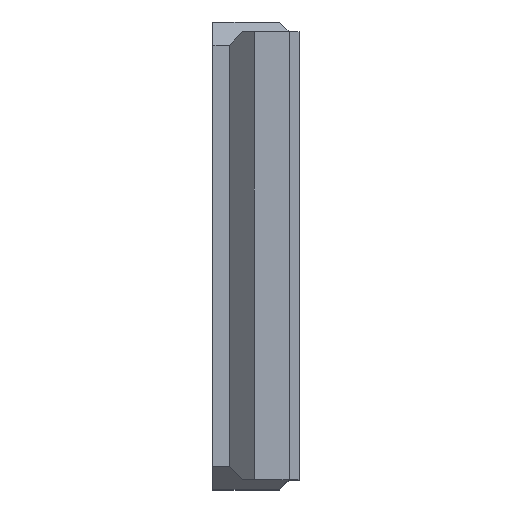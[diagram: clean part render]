
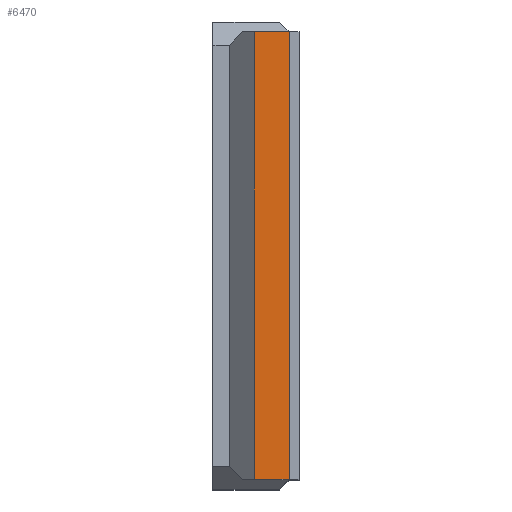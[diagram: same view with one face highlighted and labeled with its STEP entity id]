
A CAD part, top view. The second image highlights one B-rep face of the part: STEP entity #6470.
In plain terms, the highlighted free-form (B-spline) face has degree [1, 1] with [2, 2] control points.
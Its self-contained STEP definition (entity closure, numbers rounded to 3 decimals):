
#1663 = B_SPLINE_SURFACE_WITH_KNOTS('',1,1,(
    (#1664,#1665)
    ,(#1666,#1667
    )),.UNSPECIFIED.,.F.,.F.,.F.,(2,2),(2,2),(0.,1.),(0.,1.),
  .PIECEWISE_BEZIER_KNOTS.);
#1664 = CARTESIAN_POINT('',(-355.5,-245.5,189.));
#1665 = CARTESIAN_POINT('',(-363.,-245.5,181.5));
#1666 = CARTESIAN_POINT('',(-355.5,-110.5,189.));
#1667 = CARTESIAN_POINT('',(-363.,-110.5,181.5));
#1901 = B_SPLINE_SURFACE_WITH_KNOTS('',1,1,(
    (#1902,#1903)
    ,(#1904,#1905
    )),.UNSPECIFIED.,.F.,.F.,.F.,(2,2),(2,2),(0.,1.),(0.,1.),
  .PIECEWISE_BEZIER_KNOTS.);
#1902 = CARTESIAN_POINT('',(-342.,-110.5,189.));
#1903 = CARTESIAN_POINT('',(-359.,-110.5,189.));
#1904 = CARTESIAN_POINT('',(-342.,-110.5,50.5));
#1905 = CARTESIAN_POINT('',(-359.,-110.5,50.5));
#2762 = B_SPLINE_SURFACE_WITH_KNOTS('',1,1,(
    (#2763,#2764)
    ,(#2765,#2766
    )),.UNSPECIFIED.,.F.,.F.,.F.,(2,2),(2,2),(0.,1.),(0.,1.),
  .PIECEWISE_BEZIER_KNOTS.);
#2763 = CARTESIAN_POINT('',(-342.,-245.5,50.5));
#2764 = CARTESIAN_POINT('',(-359.,-245.5,50.5));
#2765 = CARTESIAN_POINT('',(-342.,-245.5,189.));
#2766 = CARTESIAN_POINT('',(-359.,-245.5,189.));
#3880 = VERTEX_POINT('',#3881);
#3881 = CARTESIAN_POINT('',(-355.5,-245.5,189.));
#3900 = EDGE_CURVE('',#3880,#3901,#3903,.T.);
#3901 = VERTEX_POINT('',#3902);
#3902 = CARTESIAN_POINT('',(-355.5,-110.5,189.));
#3903 = SURFACE_CURVE('',#3904,(#3908,#3914),.PCURVE_S1.);
#3904 = LINE('',#3905,#3906);
#3905 = CARTESIAN_POINT('',(-355.5,-245.5,189.));
#3906 = VECTOR('',#3907,1.);
#3907 = DIRECTION('',(0.,1.,0.));
#3908 = PCURVE('',#1663,#3909);
#3909 = DEFINITIONAL_REPRESENTATION('',(#3910),#3913);
#3910 = B_SPLINE_CURVE_WITH_KNOTS('',1,(#3911,#3912),.UNSPECIFIED.,.F.,
  .F.,(2,2),(0.,135.),.PIECEWISE_BEZIER_KNOTS.);
#3911 = CARTESIAN_POINT('',(0.,0.));
#3912 = CARTESIAN_POINT('',(1.,0.));
#3913 = ( GEOMETRIC_REPRESENTATION_CONTEXT(2) 
PARAMETRIC_REPRESENTATION_CONTEXT() REPRESENTATION_CONTEXT('2D SPACE',''
  ) );
#3914 = PCURVE('',#3915,#3920);
#3915 = B_SPLINE_SURFACE_WITH_KNOTS('',1,1,(
    (#3916,#3917)
    ,(#3918,#3919
    )),.UNSPECIFIED.,.F.,.F.,.F.,(2,2),(2,2),(0.,1.),(0.,1.),
  .PIECEWISE_BEZIER_KNOTS.);
#3916 = CARTESIAN_POINT('',(-345.,-245.5,189.));
#3917 = CARTESIAN_POINT('',(-355.5,-245.5,189.));
#3918 = CARTESIAN_POINT('',(-345.,-110.5,189.));
#3919 = CARTESIAN_POINT('',(-355.5,-110.5,189.));
#3920 = DEFINITIONAL_REPRESENTATION('',(#3921),#3924);
#3921 = B_SPLINE_CURVE_WITH_KNOTS('',1,(#3922,#3923),.UNSPECIFIED.,.F.,
  .F.,(2,2),(0.,135.),.PIECEWISE_BEZIER_KNOTS.);
#3922 = CARTESIAN_POINT('',(0.,1.));
#3923 = CARTESIAN_POINT('',(1.,1.));
#3924 = ( GEOMETRIC_REPRESENTATION_CONTEXT(2) 
PARAMETRIC_REPRESENTATION_CONTEXT() REPRESENTATION_CONTEXT('2D SPACE',''
  ) );
#4127 = EDGE_CURVE('',#4128,#3901,#4130,.T.);
#4128 = VERTEX_POINT('',#4129);
#4129 = CARTESIAN_POINT('',(-345.,-110.5,189.));
#4130 = SURFACE_CURVE('',#4131,(#4135,#4141),.PCURVE_S1.);
#4131 = LINE('',#4132,#4133);
#4132 = CARTESIAN_POINT('',(-345.,-110.5,189.));
#4133 = VECTOR('',#4134,1.);
#4134 = DIRECTION('',(-1.,0.,0.));
#4135 = PCURVE('',#1901,#4136);
#4136 = DEFINITIONAL_REPRESENTATION('',(#4137),#4140);
#4137 = B_SPLINE_CURVE_WITH_KNOTS('',1,(#4138,#4139),.UNSPECIFIED.,.F.,
  .F.,(2,2),(0.,10.5),.PIECEWISE_BEZIER_KNOTS.);
#4138 = CARTESIAN_POINT('',(0.,0.176));
#4139 = CARTESIAN_POINT('',(0.,0.794));
#4140 = ( GEOMETRIC_REPRESENTATION_CONTEXT(2) 
PARAMETRIC_REPRESENTATION_CONTEXT() REPRESENTATION_CONTEXT('2D SPACE',''
  ) );
#4141 = PCURVE('',#3915,#4142);
#4142 = DEFINITIONAL_REPRESENTATION('',(#4143),#4146);
#4143 = B_SPLINE_CURVE_WITH_KNOTS('',1,(#4144,#4145),.UNSPECIFIED.,.F.,
  .F.,(2,2),(0.,10.5),.PIECEWISE_BEZIER_KNOTS.);
#4144 = CARTESIAN_POINT('',(1.,0.));
#4145 = CARTESIAN_POINT('',(1.,1.));
#4146 = ( GEOMETRIC_REPRESENTATION_CONTEXT(2) 
PARAMETRIC_REPRESENTATION_CONTEXT() REPRESENTATION_CONTEXT('2D SPACE',''
  ) );
#4163 = B_SPLINE_SURFACE_WITH_KNOTS('',1,1,(
    (#4164,#4165)
    ,(#4166,#4167
    )),.UNSPECIFIED.,.F.,.F.,.F.,(2,2),(2,2),(0.,1.),(0.,1.),
  .PIECEWISE_BEZIER_KNOTS.);
#4164 = CARTESIAN_POINT('',(-345.,-110.5,186.));
#4165 = CARTESIAN_POINT('',(-345.,-110.5,189.));
#4166 = CARTESIAN_POINT('',(-345.,-245.5,186.));
#4167 = CARTESIAN_POINT('',(-345.,-245.5,189.));
#4821 = VERTEX_POINT('',#4822);
#4822 = CARTESIAN_POINT('',(-345.,-245.5,189.));
#4841 = EDGE_CURVE('',#4821,#3880,#4842,.T.);
#4842 = SURFACE_CURVE('',#4843,(#4847,#4853),.PCURVE_S1.);
#4843 = LINE('',#4844,#4845);
#4844 = CARTESIAN_POINT('',(-345.,-245.5,189.));
#4845 = VECTOR('',#4846,1.);
#4846 = DIRECTION('',(-1.,0.,0.));
#4847 = PCURVE('',#2762,#4848);
#4848 = DEFINITIONAL_REPRESENTATION('',(#4849),#4852);
#4849 = B_SPLINE_CURVE_WITH_KNOTS('',1,(#4850,#4851),.UNSPECIFIED.,.F.,
  .F.,(2,2),(0.,10.5),.PIECEWISE_BEZIER_KNOTS.);
#4850 = CARTESIAN_POINT('',(1.,0.176));
#4851 = CARTESIAN_POINT('',(1.,0.794));
#4852 = ( GEOMETRIC_REPRESENTATION_CONTEXT(2) 
PARAMETRIC_REPRESENTATION_CONTEXT() REPRESENTATION_CONTEXT('2D SPACE',''
  ) );
#4853 = PCURVE('',#3915,#4854);
#4854 = DEFINITIONAL_REPRESENTATION('',(#4855),#4858);
#4855 = B_SPLINE_CURVE_WITH_KNOTS('',1,(#4856,#4857),.UNSPECIFIED.,.F.,
  .F.,(2,2),(0.,10.5),.PIECEWISE_BEZIER_KNOTS.);
#4856 = CARTESIAN_POINT('',(0.,0.));
#4857 = CARTESIAN_POINT('',(0.,1.));
#4858 = ( GEOMETRIC_REPRESENTATION_CONTEXT(2) 
PARAMETRIC_REPRESENTATION_CONTEXT() REPRESENTATION_CONTEXT('2D SPACE',''
  ) );
#6470 = ADVANCED_FACE('',(#6471),#3915,.T.);
#6471 = FACE_BOUND('',#6472,.T.);
#6472 = EDGE_LOOP('',(#6473,#6492,#6493,#6494));
#6473 = ORIENTED_EDGE('',*,*,#6474,.T.);
#6474 = EDGE_CURVE('',#4821,#4128,#6475,.T.);
#6475 = SURFACE_CURVE('',#6476,(#6480,#6486),.PCURVE_S1.);
#6476 = LINE('',#6477,#6478);
#6477 = CARTESIAN_POINT('',(-345.,-245.5,189.));
#6478 = VECTOR('',#6479,1.);
#6479 = DIRECTION('',(0.,1.,0.));
#6480 = PCURVE('',#3915,#6481);
#6481 = DEFINITIONAL_REPRESENTATION('',(#6482),#6485);
#6482 = B_SPLINE_CURVE_WITH_KNOTS('',1,(#6483,#6484),.UNSPECIFIED.,.F.,
  .F.,(2,2),(0.,135.),.PIECEWISE_BEZIER_KNOTS.);
#6483 = CARTESIAN_POINT('',(0.,0.));
#6484 = CARTESIAN_POINT('',(1.,0.));
#6485 = ( GEOMETRIC_REPRESENTATION_CONTEXT(2) 
PARAMETRIC_REPRESENTATION_CONTEXT() REPRESENTATION_CONTEXT('2D SPACE',''
  ) );
#6486 = PCURVE('',#4163,#6487);
#6487 = DEFINITIONAL_REPRESENTATION('',(#6488),#6491);
#6488 = B_SPLINE_CURVE_WITH_KNOTS('',1,(#6489,#6490),.UNSPECIFIED.,.F.,
  .F.,(2,2),(0.,135.),.PIECEWISE_BEZIER_KNOTS.);
#6489 = CARTESIAN_POINT('',(1.,1.));
#6490 = CARTESIAN_POINT('',(0.,1.));
#6491 = ( GEOMETRIC_REPRESENTATION_CONTEXT(2) 
PARAMETRIC_REPRESENTATION_CONTEXT() REPRESENTATION_CONTEXT('2D SPACE',''
  ) );
#6492 = ORIENTED_EDGE('',*,*,#4127,.T.);
#6493 = ORIENTED_EDGE('',*,*,#3900,.F.);
#6494 = ORIENTED_EDGE('',*,*,#4841,.F.);
